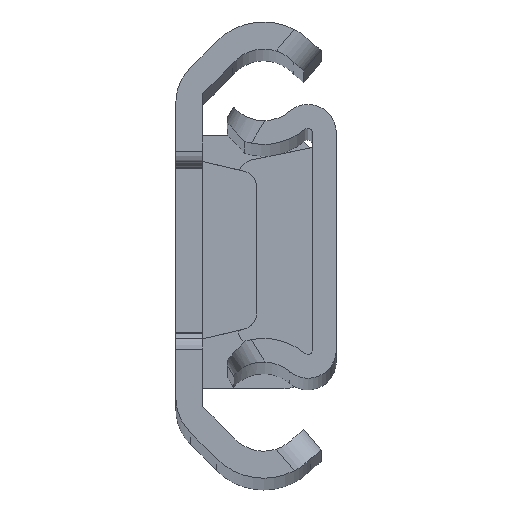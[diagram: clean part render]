
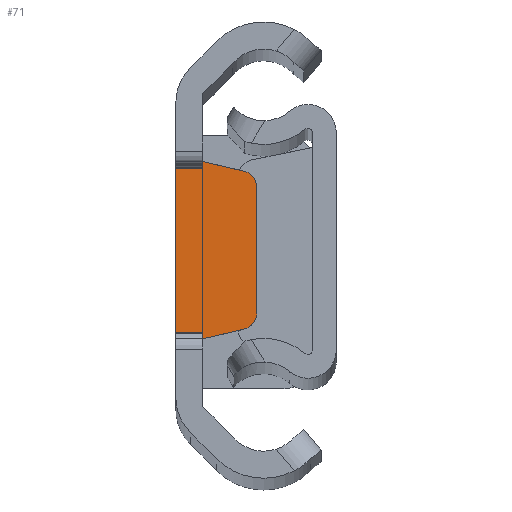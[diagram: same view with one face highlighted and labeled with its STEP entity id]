
A CAD part, top view. The second image highlights one B-rep face of the part: STEP entity #71.
In plain terms, the highlighted planar face has unit normal (0, 0, 1).
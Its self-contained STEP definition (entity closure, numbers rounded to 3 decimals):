
#65 = PLANE ( 'NONE',  #3022 ) ;
#71 = ADVANCED_FACE ( 'NONE', ( #2624 ), #65, .F. ) ;
#85 = VERTEX_POINT ( 'NONE', #841 ) ;
#150 = EDGE_CURVE ( 'NONE', #2944, #2989, #3815, .T. ) ;
#270 = VERTEX_POINT ( 'NONE', #2483 ) ;
#359 = VECTOR ( 'NONE', #2855, 1000. ) ;
#366 = DIRECTION ( 'NONE',  ( -1., 0., 0. ) ) ;
#751 = CARTESIAN_POINT ( 'NONE',  ( 0., 5.25, -2.4 ) ) ;
#841 = CARTESIAN_POINT ( 'NONE',  ( 0., -5.25, -2.4 ) ) ;
#942 = CARTESIAN_POINT ( 'NONE',  ( 1.6, 5.25, -2.4 ) ) ;
#998 = LINE ( 'NONE', #2425, #3656 ) ;
#1018 = LINE ( 'NONE', #3117, #3538 ) ;
#1052 = ORIENTED_EDGE ( 'NONE', *, *, #3564, .T. ) ;
#1068 = CARTESIAN_POINT ( 'NONE',  ( 4.8, 3.707, -2.4 ) ) ;
#1203 = ORIENTED_EDGE ( 'NONE', *, *, #3912, .F. ) ;
#1273 = VECTOR ( 'NONE', #2317, 1000. ) ;
#1276 = AXIS2_PLACEMENT_3D ( 'NONE', #2501, #2153, #366 ) ;
#1430 = ORIENTED_EDGE ( 'NONE', *, *, #4436, .T. ) ;
#1476 = CARTESIAN_POINT ( 'NONE',  ( 1.6, -5.25, -2.4 ) ) ;
#1497 = CIRCLE ( 'NONE', #1276, 1. ) ;
#1682 = CARTESIAN_POINT ( 'NONE',  ( 0., 5.25, -2.4 ) ) ;
#2120 = DIRECTION ( 'NONE',  ( 1., 0., 0. ) ) ;
#2153 = DIRECTION ( 'NONE',  ( 0., 0., 1. ) ) ;
#2157 = EDGE_CURVE ( 'NONE', #85, #2407, #1018, .T. ) ;
#2198 = EDGE_CURVE ( 'NONE', #4433, #270, #4377, .T. ) ;
#2299 = DIRECTION ( 'NONE',  ( -0.974, 0.228, 0. ) ) ;
#2317 = DIRECTION ( 'NONE',  ( 0., 1., 0. ) ) ;
#2344 = AXIS2_PLACEMENT_3D ( 'NONE', #4639, #2444, #3923 ) ;
#2407 = VERTEX_POINT ( 'NONE', #3291 ) ;
#2425 = CARTESIAN_POINT ( 'NONE',  ( 4.8, 0., -2.4 ) ) ;
#2444 = DIRECTION ( 'NONE',  ( 0., 0., 1. ) ) ;
#2483 = CARTESIAN_POINT ( 'NONE',  ( 4.8, -3.707, -2.4 ) ) ;
#2501 = CARTESIAN_POINT ( 'NONE',  ( 3.8, 3.707, -2.4 ) ) ;
#2554 = CARTESIAN_POINT ( 'NONE',  ( -0.001, 5.25, -2.4 ) ) ;
#2624 = FACE_OUTER_BOUND ( 'NONE', #4182, .T. ) ;
#2645 = DIRECTION ( 'NONE',  ( 0., 0., -1. ) ) ;
#2692 = ORIENTED_EDGE ( 'NONE', *, *, #4069, .T. ) ;
#2696 = CARTESIAN_POINT ( 'NONE',  ( 1.6, 5.25, -2.4 ) ) ;
#2831 = LINE ( 'NONE', #1476, #359 ) ;
#2855 = DIRECTION ( 'NONE',  ( 0.974, 0.228, 0. ) ) ;
#2920 = LINE ( 'NONE', #3985, #4030 ) ;
#2944 = VERTEX_POINT ( 'NONE', #3438 ) ;
#2989 = VERTEX_POINT ( 'NONE', #942 ) ;
#3022 = AXIS2_PLACEMENT_3D ( 'NONE', #2554, #2645, #4055 ) ;
#3117 = CARTESIAN_POINT ( 'NONE',  ( -0.001, -5.25, -2.4 ) ) ;
#3198 = VERTEX_POINT ( 'NONE', #751 ) ;
#3291 = CARTESIAN_POINT ( 'NONE',  ( 1.6, -5.25, -2.4 ) ) ;
#3391 = VECTOR ( 'NONE', #2299, 1000. ) ;
#3438 = CARTESIAN_POINT ( 'NONE',  ( 4.028, 4.681, -2.4 ) ) ;
#3538 = VECTOR ( 'NONE', #2120, 1000. ) ;
#3564 = EDGE_CURVE ( 'NONE', #2407, #4433, #2831, .T. ) ;
#3590 = ORIENTED_EDGE ( 'NONE', *, *, #3733, .F. ) ;
#3656 = VECTOR ( 'NONE', #3854, 1000. ) ;
#3718 = DIRECTION ( 'NONE',  ( 1., 0., 0. ) ) ;
#3733 = EDGE_CURVE ( 'NONE', #3198, #2989, #2920, .T. ) ;
#3792 = ORIENTED_EDGE ( 'NONE', *, *, #2198, .T. ) ;
#3815 = LINE ( 'NONE', #2696, #3391 ) ;
#3854 = DIRECTION ( 'NONE',  ( 0., 1., 0. ) ) ;
#3912 = EDGE_CURVE ( 'NONE', #85, #3198, #4098, .T. ) ;
#3923 = DIRECTION ( 'NONE',  ( -1., 0., 0. ) ) ;
#3985 = CARTESIAN_POINT ( 'NONE',  ( -0.001, 5.25, -2.4 ) ) ;
#4030 = VECTOR ( 'NONE', #3718, 1000. ) ;
#4055 = DIRECTION ( 'NONE',  ( -1., 0., 0. ) ) ;
#4069 = EDGE_CURVE ( 'NONE', #270, #4133, #998, .T. ) ;
#4098 = LINE ( 'NONE', #1682, #1273 ) ;
#4133 = VERTEX_POINT ( 'NONE', #1068 ) ;
#4182 = EDGE_LOOP ( 'NONE', ( #1052, #3792, #2692, #1430, #4389, #3590, #1203, #4609 ) ) ;
#4323 = CARTESIAN_POINT ( 'NONE',  ( 4.028, -4.681, -2.4 ) ) ;
#4377 = CIRCLE ( 'NONE', #2344, 1. ) ;
#4389 = ORIENTED_EDGE ( 'NONE', *, *, #150, .T. ) ;
#4433 = VERTEX_POINT ( 'NONE', #4323 ) ;
#4436 = EDGE_CURVE ( 'NONE', #4133, #2944, #1497, .T. ) ;
#4609 = ORIENTED_EDGE ( 'NONE', *, *, #2157, .T. ) ;
#4639 = CARTESIAN_POINT ( 'NONE',  ( 3.8, -3.707, -2.4 ) ) ;
